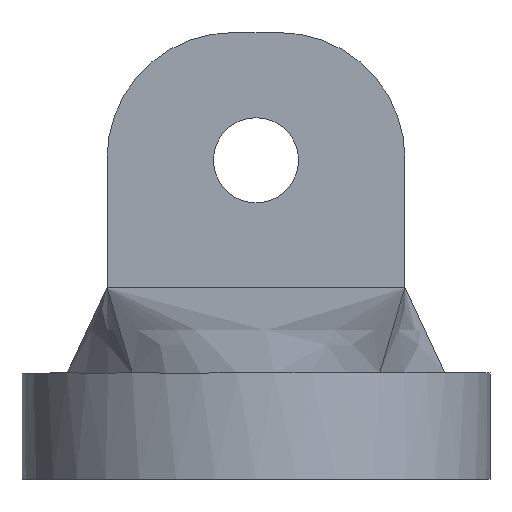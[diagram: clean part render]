
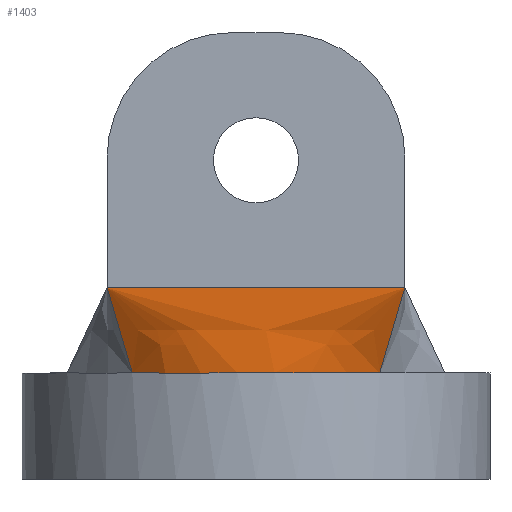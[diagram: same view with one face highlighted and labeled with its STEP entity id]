
A CAD part, front view. The second image highlights one B-rep face of the part: STEP entity #1403.
In plain terms, the highlighted free-form (B-spline) face has degree [7, 1] with [8, 2] control points.
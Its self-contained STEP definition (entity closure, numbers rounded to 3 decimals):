
#426 = CYLINDRICAL_SURFACE('',#427,11.);
#427 = AXIS2_PLACEMENT_3D('',#428,#429,#430);
#428 = CARTESIAN_POINT('',(0.717,0.009,
    0.));
#429 = DIRECTION('',(0.,0.,-1.));
#430 = DIRECTION('',(0.,1.,0.));
#960 = VERTEX_POINT('',#961);
#961 = CARTESIAN_POINT('',(-5.1,-9.327,5.));
#975 = B_SPLINE_SURFACE_WITH_KNOTS('',5,1,(
    (#976,#977)
    ,(#978,#979)
    ,(#980,#981)
    ,(#982,#983)
    ,(#984,#985)
    ,(#986,#987
    )),.UNSPECIFIED.,.F.,.F.,.F.,(6,6),(2,2),(0.247,3.),(0.,1.)
  ,.PIECEWISE_BEZIER_KNOTS.);
#976 = CARTESIAN_POINT('',(-8.157,-6.491,5.));
#977 = CARTESIAN_POINT('',(-6.283,-8.238,9.));
#978 = CARTESIAN_POINT('',(-7.661,-7.168,5.));
#979 = CARTESIAN_POINT('',(-6.283,-8.789,9.));
#980 = CARTESIAN_POINT('',(-7.101,-7.798,5.));
#981 = CARTESIAN_POINT('',(-6.283,-9.339,9.));
#982 = CARTESIAN_POINT('',(-6.482,-8.372,5.));
#983 = CARTESIAN_POINT('',(-6.283,-9.89,9.));
#984 = CARTESIAN_POINT('',(-5.812,-8.883,5.));
#985 = CARTESIAN_POINT('',(-6.283,-10.441,9.));
#986 = CARTESIAN_POINT('',(-5.1,-9.327,5.));
#987 = CARTESIAN_POINT('',(-6.283,-10.991,9.));
#994 = EDGE_CURVE('',#960,#995,#997,.T.);
#995 = VERTEX_POINT('',#996);
#996 = CARTESIAN_POINT('',(6.535,-9.327,5.));
#997 = SURFACE_CURVE('',#998,(#1003,#1009),.PCURVE_S1.);
#998 = CIRCLE('',#999,11.);
#999 = AXIS2_PLACEMENT_3D('',#1000,#1001,#1002);
#1000 = CARTESIAN_POINT('',(0.717,0.009,5.));
#1001 = DIRECTION('',(0.,0.,1.));
#1002 = DIRECTION('',(0.,1.,0.));
#1003 = PCURVE('',#426,#1004);
#1004 = DEFINITIONAL_REPRESENTATION('',(#1005),#1008);
#1005 = B_SPLINE_CURVE_WITH_KNOTS('',1,(#1006,#1007),.UNSPECIFIED.,.F.,
  .F.,(2,2),(2.584,3.699),.PIECEWISE_BEZIER_KNOTS.);
#1006 = CARTESIAN_POINT('',(-2.584,-5.));
#1007 = CARTESIAN_POINT('',(-3.699,-5.));
#1008 = ( GEOMETRIC_REPRESENTATION_CONTEXT(2) 
PARAMETRIC_REPRESENTATION_CONTEXT() REPRESENTATION_CONTEXT('2D SPACE',''
  ) );
#1009 = PCURVE('',#1010,#1027);
#1010 = B_SPLINE_SURFACE_WITH_KNOTS('',7,1,(
    (#1011,#1012)
    ,(#1013,#1014)
    ,(#1015,#1016)
    ,(#1017,#1018)
    ,(#1019,#1020)
    ,(#1021,#1022)
    ,(#1023,#1024)
    ,(#1025,#1026
    )),.UNSPECIFIED.,.F.,.F.,.F.,(8,8),(2,2),(0.,14.),(0.,1.),
  .PIECEWISE_BEZIER_KNOTS.);
#1011 = CARTESIAN_POINT('',(-5.1,-9.327,5.));
#1012 = CARTESIAN_POINT('',(-6.283,-10.991,9.));
#1013 = CARTESIAN_POINT('',(-3.614,-10.253,5.));
#1014 = CARTESIAN_POINT('',(-4.283,-10.991,9.));
#1015 = CARTESIAN_POINT('',(-1.955,-10.904,5.));
#1016 = CARTESIAN_POINT('',(-2.283,-10.991,9.));
#1017 = CARTESIAN_POINT('',(-0.186,-11.239,5.));
#1018 = CARTESIAN_POINT('',(-0.283,-10.991,9.));
#1019 = CARTESIAN_POINT('',(1.621,-11.239,5.));
#1020 = CARTESIAN_POINT('',(1.717,-10.991,9.));
#1021 = CARTESIAN_POINT('',(3.39,-10.904,5.));
#1022 = CARTESIAN_POINT('',(3.717,-10.991,9.));
#1023 = CARTESIAN_POINT('',(5.049,-10.253,5.));
#1024 = CARTESIAN_POINT('',(5.717,-10.991,9.));
#1025 = CARTESIAN_POINT('',(6.535,-9.327,5.));
#1026 = CARTESIAN_POINT('',(7.717,-10.991,9.));
#1027 = DEFINITIONAL_REPRESENTATION('',(#1028),#1031);
#1028 = B_SPLINE_CURVE_WITH_KNOTS('',1,(#1029,#1030),.UNSPECIFIED.,.F.,
  .F.,(2,2),(2.584,3.699),.PIECEWISE_BEZIER_KNOTS.);
#1029 = CARTESIAN_POINT('',(0.,0.));
#1030 = CARTESIAN_POINT('',(14.,0.));
#1031 = ( GEOMETRIC_REPRESENTATION_CONTEXT(2) 
PARAMETRIC_REPRESENTATION_CONTEXT() REPRESENTATION_CONTEXT('2D SPACE',''
  ) );
#1049 = B_SPLINE_SURFACE_WITH_KNOTS('',5,1,(
    (#1050,#1051)
    ,(#1052,#1053)
    ,(#1054,#1055)
    ,(#1056,#1057)
    ,(#1058,#1059)
    ,(#1060,#1061
    )),.UNSPECIFIED.,.F.,.F.,.F.,(6,6),(2,2),(0.,2.753),(0.,1.)
  ,.PIECEWISE_BEZIER_KNOTS.);
#1050 = CARTESIAN_POINT('',(6.535,-9.327,5.));
#1051 = CARTESIAN_POINT('',(7.717,-10.991,9.));
#1052 = CARTESIAN_POINT('',(7.247,-8.883,5.));
#1053 = CARTESIAN_POINT('',(7.717,-10.441,9.));
#1054 = CARTESIAN_POINT('',(7.917,-8.372,5.));
#1055 = CARTESIAN_POINT('',(7.717,-9.89,9.));
#1056 = CARTESIAN_POINT('',(8.536,-7.798,5.));
#1057 = CARTESIAN_POINT('',(7.717,-9.339,9.));
#1058 = CARTESIAN_POINT('',(9.096,-7.168,5.));
#1059 = CARTESIAN_POINT('',(7.717,-8.789,9.));
#1060 = CARTESIAN_POINT('',(9.592,-6.491,5.));
#1061 = CARTESIAN_POINT('',(7.717,-8.238,9.));
#1360 = VERTEX_POINT('',#1361);
#1361 = CARTESIAN_POINT('',(7.717,-10.991,9.));
#1386 = EDGE_CURVE('',#995,#1360,#1387,.T.);
#1387 = SURFACE_CURVE('',#1388,(#1391,#1397),.PCURVE_S1.);
#1388 = B_SPLINE_CURVE_WITH_KNOTS('',1,(#1389,#1390),.UNSPECIFIED.,.F.,
  .F.,(2,2),(0.,1.),.PIECEWISE_BEZIER_KNOTS.);
#1389 = CARTESIAN_POINT('',(6.535,-9.327,5.));
#1390 = CARTESIAN_POINT('',(7.717,-10.991,9.));
#1391 = PCURVE('',#1049,#1392);
#1392 = DEFINITIONAL_REPRESENTATION('',(#1393),#1396);
#1393 = B_SPLINE_CURVE_WITH_KNOTS('',1,(#1394,#1395),.UNSPECIFIED.,.F.,
  .F.,(2,2),(0.,1.),.PIECEWISE_BEZIER_KNOTS.);
#1394 = CARTESIAN_POINT('',(0.,0.));
#1395 = CARTESIAN_POINT('',(0.,1.));
#1396 = ( GEOMETRIC_REPRESENTATION_CONTEXT(2) 
PARAMETRIC_REPRESENTATION_CONTEXT() REPRESENTATION_CONTEXT('2D SPACE',''
  ) );
#1397 = PCURVE('',#1010,#1398);
#1398 = DEFINITIONAL_REPRESENTATION('',(#1399),#1402);
#1399 = B_SPLINE_CURVE_WITH_KNOTS('',1,(#1400,#1401),.UNSPECIFIED.,.F.,
  .F.,(2,2),(0.,1.),.PIECEWISE_BEZIER_KNOTS.);
#1400 = CARTESIAN_POINT('',(14.,0.));
#1401 = CARTESIAN_POINT('',(14.,1.));
#1402 = ( GEOMETRIC_REPRESENTATION_CONTEXT(2) 
PARAMETRIC_REPRESENTATION_CONTEXT() REPRESENTATION_CONTEXT('2D SPACE',''
  ) );
#1403 = ADVANCED_FACE('',(#1404),#1010,.T.);
#1404 = FACE_BOUND('',#1405,.T.);
#1405 = EDGE_LOOP('',(#1406,#1407,#1408,#1435));
#1406 = ORIENTED_EDGE('',*,*,#994,.T.);
#1407 = ORIENTED_EDGE('',*,*,#1386,.T.);
#1408 = ORIENTED_EDGE('',*,*,#1409,.F.);
#1409 = EDGE_CURVE('',#1410,#1360,#1412,.T.);
#1410 = VERTEX_POINT('',#1411);
#1411 = CARTESIAN_POINT('',(-6.283,-10.991,9.));
#1412 = SURFACE_CURVE('',#1413,(#1417,#1423),.PCURVE_S1.);
#1413 = LINE('',#1414,#1415);
#1414 = CARTESIAN_POINT('',(-6.283,-10.991,9.));
#1415 = VECTOR('',#1416,1.);
#1416 = DIRECTION('',(1.,0.,0.));
#1417 = PCURVE('',#1010,#1418);
#1418 = DEFINITIONAL_REPRESENTATION('',(#1419),#1422);
#1419 = B_SPLINE_CURVE_WITH_KNOTS('',1,(#1420,#1421),.UNSPECIFIED.,.F.,
  .F.,(2,2),(0.,14.),.PIECEWISE_BEZIER_KNOTS.);
#1420 = CARTESIAN_POINT('',(0.,1.));
#1421 = CARTESIAN_POINT('',(14.,1.));
#1422 = ( GEOMETRIC_REPRESENTATION_CONTEXT(2) 
PARAMETRIC_REPRESENTATION_CONTEXT() REPRESENTATION_CONTEXT('2D SPACE',''
  ) );
#1423 = PCURVE('',#1424,#1429);
#1424 = PLANE('',#1425);
#1425 = AXIS2_PLACEMENT_3D('',#1426,#1427,#1428);
#1426 = CARTESIAN_POINT('',(7.717,-10.991,9.));
#1427 = DIRECTION('',(0.,-1.,0.));
#1428 = DIRECTION('',(-1.,0.,0.));
#1429 = DEFINITIONAL_REPRESENTATION('',(#1430),#1434);
#1430 = LINE('',#1431,#1432);
#1431 = CARTESIAN_POINT('',(14.,0.));
#1432 = VECTOR('',#1433,1.);
#1433 = DIRECTION('',(-1.,0.));
#1434 = ( GEOMETRIC_REPRESENTATION_CONTEXT(2) 
PARAMETRIC_REPRESENTATION_CONTEXT() REPRESENTATION_CONTEXT('2D SPACE',''
  ) );
#1435 = ORIENTED_EDGE('',*,*,#1436,.F.);
#1436 = EDGE_CURVE('',#960,#1410,#1437,.T.);
#1437 = SURFACE_CURVE('',#1438,(#1441,#1447),.PCURVE_S1.);
#1438 = B_SPLINE_CURVE_WITH_KNOTS('',1,(#1439,#1440),.UNSPECIFIED.,.F.,
  .F.,(2,2),(0.,1.),.PIECEWISE_BEZIER_KNOTS.);
#1439 = CARTESIAN_POINT('',(-5.1,-9.327,5.));
#1440 = CARTESIAN_POINT('',(-6.283,-10.991,9.));
#1441 = PCURVE('',#1010,#1442);
#1442 = DEFINITIONAL_REPRESENTATION('',(#1443),#1446);
#1443 = B_SPLINE_CURVE_WITH_KNOTS('',1,(#1444,#1445),.UNSPECIFIED.,.F.,
  .F.,(2,2),(0.,1.),.PIECEWISE_BEZIER_KNOTS.);
#1444 = CARTESIAN_POINT('',(0.,0.));
#1445 = CARTESIAN_POINT('',(0.,1.));
#1446 = ( GEOMETRIC_REPRESENTATION_CONTEXT(2) 
PARAMETRIC_REPRESENTATION_CONTEXT() REPRESENTATION_CONTEXT('2D SPACE',''
  ) );
#1447 = PCURVE('',#975,#1448);
#1448 = DEFINITIONAL_REPRESENTATION('',(#1449),#1452);
#1449 = B_SPLINE_CURVE_WITH_KNOTS('',1,(#1450,#1451),.UNSPECIFIED.,.F.,
  .F.,(2,2),(0.,1.),.PIECEWISE_BEZIER_KNOTS.);
#1450 = CARTESIAN_POINT('',(3.,0.));
#1451 = CARTESIAN_POINT('',(3.,1.));
#1452 = ( GEOMETRIC_REPRESENTATION_CONTEXT(2) 
PARAMETRIC_REPRESENTATION_CONTEXT() REPRESENTATION_CONTEXT('2D SPACE',''
  ) );
